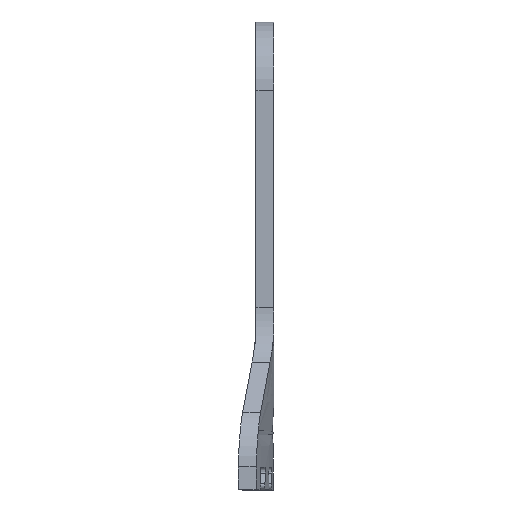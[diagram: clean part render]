
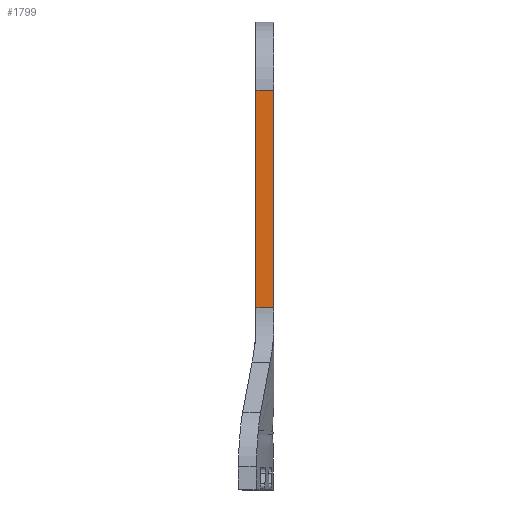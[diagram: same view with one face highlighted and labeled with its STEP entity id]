
A CAD part, left-side view. The second image highlights one B-rep face of the part: STEP entity #1799.
In plain terms, the highlighted planar face has unit normal (-1, 0, 0).
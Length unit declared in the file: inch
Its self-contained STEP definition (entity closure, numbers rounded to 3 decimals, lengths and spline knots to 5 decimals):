
#272=FACE_OUTER_BOUND('',#369,.T.);
#369=EDGE_LOOP('',(#1174,#1175,#1176,#1177));
#482=LINE('',#2412,#584);
#483=LINE('',#2414,#585);
#484=LINE('',#2416,#586);
#485=LINE('',#2417,#587);
#584=VECTOR('',#2053,0.3937);
#585=VECTOR('',#2054,0.3937);
#586=VECTOR('',#2055,0.3937);
#587=VECTOR('',#2056,0.3937);
#686=VERTEX_POINT('',#2410);
#687=VERTEX_POINT('',#2411);
#688=VERTEX_POINT('',#2413);
#689=VERTEX_POINT('',#2415);
#882=EDGE_CURVE('',#686,#687,#482,.T.);
#883=EDGE_CURVE('',#686,#688,#483,.T.);
#884=EDGE_CURVE('',#689,#688,#484,.T.);
#885=EDGE_CURVE('',#687,#689,#485,.T.);
#1174=ORIENTED_EDGE('',*,*,#882,.F.);
#1175=ORIENTED_EDGE('',*,*,#883,.T.);
#1176=ORIENTED_EDGE('',*,*,#884,.F.);
#1177=ORIENTED_EDGE('',*,*,#885,.F.);
#1755=PLANE('',#1918);
#1799=ADVANCED_FACE('',(#272),#1755,.T.);
#1918=AXIS2_PLACEMENT_3D('',#2409,#2051,#2052);
#2051=DIRECTION('center_axis',(-1.,0.,0.));
#2052=DIRECTION('ref_axis',(0.,-1.,0.));
#2053=DIRECTION('',(0.,1.,0.));
#2054=DIRECTION('',(0.,0.,1.));
#2055=DIRECTION('',(0.,-1.,0.));
#2056=DIRECTION('',(0.,0.,1.));
#2409=CARTESIAN_POINT('Origin',(-2.125,-0.0418,13.));
#2410=CARTESIAN_POINT('',(-2.125,-0.43552,13.74291));
#2411=CARTESIAN_POINT('',(-2.125,-0.0418,13.74291));
#2412=CARTESIAN_POINT('',(-2.125,0.14571,13.74291));
#2413=CARTESIAN_POINT('',(-2.125,-0.43552,18.5));
#2414=CARTESIAN_POINT('',(-2.125,-0.43552,13.));
#2415=CARTESIAN_POINT('',(-2.125,-0.0418,18.5));
#2416=CARTESIAN_POINT('',(-2.125,-0.14023,18.5));
#2417=CARTESIAN_POINT('',(-2.125,-0.0418,13.));
